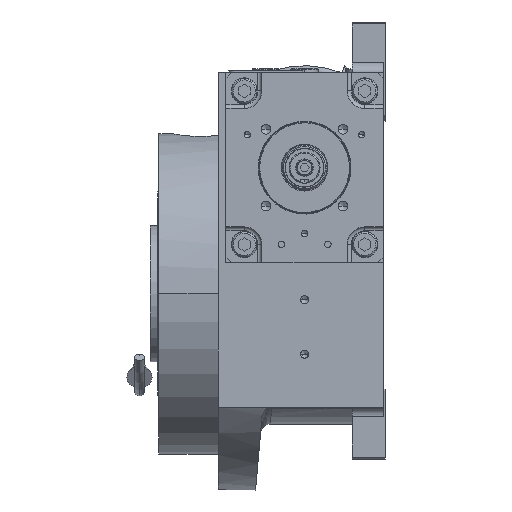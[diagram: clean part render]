
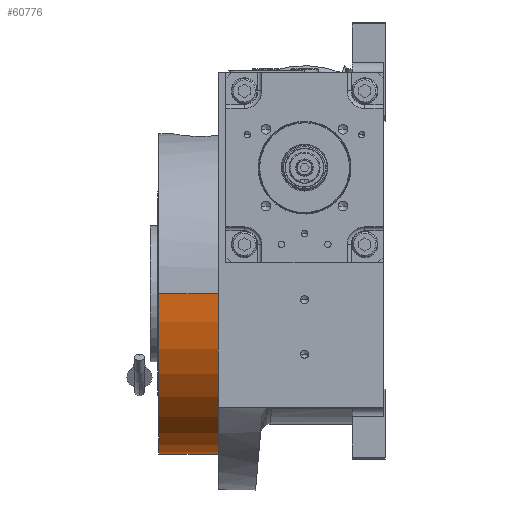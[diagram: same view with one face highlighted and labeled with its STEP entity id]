
A CAD part, left-side view. The second image highlights one B-rep face of the part: STEP entity #60776.
In plain terms, the highlighted cylindrical face has radius 82.5 mm (diameter 165 mm), a partial arc.
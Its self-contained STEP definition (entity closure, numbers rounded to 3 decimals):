
#493 = EDGE_CURVE ( 'NONE', #39178, #33330, #5586, .T. ) ;
#2006 = AXIS2_PLACEMENT_3D ( 'NONE', #30875, #3276, #24093 ) ;
#3276 = DIRECTION ( 'NONE',  ( 0., 0., 1. ) ) ;
#4080 = DIRECTION ( 'NONE',  ( 1., 0., 0. ) ) ;
#4327 = CARTESIAN_POINT ( 'NONE',  ( -82.5, 0., 0. ) ) ;
#4369 = CARTESIAN_POINT ( 'NONE',  ( -82.5, 0., 30.5 ) ) ;
#5586 = LINE ( 'NONE', #32171, #11032 ) ;
#6451 = ORIENTED_EDGE ( 'NONE', *, *, #493, .F. ) ;
#6880 = LINE ( 'NONE', #33143, #38079 ) ;
#7296 = DIRECTION ( 'NONE',  ( 0., 0., 1. ) ) ;
#7369 = ORIENTED_EDGE ( 'NONE', *, *, #22911, .T. ) ;
#9359 = EDGE_CURVE ( 'NONE', #16253, #65304, #6880, .T. ) ;
#11032 = VECTOR ( 'NONE', #26395, 1000. ) ;
#11163 = AXIS2_PLACEMENT_3D ( 'NONE', #29324, #28668, #4080 ) ;
#11722 = CARTESIAN_POINT ( 'NONE',  ( 82.5, 0., 30.5 ) ) ;
#13449 = CIRCLE ( 'NONE', #30867, 82.5 ) ;
#15464 = ORIENTED_EDGE ( 'NONE', *, *, #9359, .T. ) ;
#16253 = VERTEX_POINT ( 'NONE', #4327 ) ;
#18926 = EDGE_LOOP ( 'NONE', ( #15464, #44560, #6451, #7369 ) ) ;
#22911 = EDGE_CURVE ( 'NONE', #39178, #16253, #32487, .T. ) ;
#24093 = DIRECTION ( 'NONE',  ( 1., 0., 0. ) ) ;
#26395 = DIRECTION ( 'NONE',  ( 0., 0., 1. ) ) ;
#27683 = DIRECTION ( 'NONE',  ( 0., 0., 1. ) ) ;
#28668 = DIRECTION ( 'NONE',  ( 0., 0., -1. ) ) ;
#28807 = DIRECTION ( 'NONE',  ( 1., 0., 0. ) ) ;
#29324 = CARTESIAN_POINT ( 'NONE',  ( 0., 0., 0. ) ) ;
#30867 = AXIS2_PLACEMENT_3D ( 'NONE', #64630, #7296, #28807 ) ;
#30875 = CARTESIAN_POINT ( 'NONE',  ( 0., 0., 0. ) ) ;
#32171 = CARTESIAN_POINT ( 'NONE',  ( 82.5, 0., 0. ) ) ;
#32487 = CIRCLE ( 'NONE', #2006, 82.5 ) ;
#33143 = CARTESIAN_POINT ( 'NONE',  ( -82.5, 0., 0. ) ) ;
#33330 = VERTEX_POINT ( 'NONE', #11722 ) ;
#38079 = VECTOR ( 'NONE', #27683, 1000. ) ;
#39178 = VERTEX_POINT ( 'NONE', #39616 ) ;
#39569 = CYLINDRICAL_SURFACE ( 'NONE', #11163, 82.5 ) ;
#39616 = CARTESIAN_POINT ( 'NONE',  ( 82.5, 0., 0. ) ) ;
#44560 = ORIENTED_EDGE ( 'NONE', *, *, #56170, .F. ) ;
#49776 = FACE_OUTER_BOUND ( 'NONE', #18926, .T. ) ;
#56170 = EDGE_CURVE ( 'NONE', #33330, #65304, #13449, .T. ) ;
#60776 = ADVANCED_FACE ( 'NONE', ( #49776 ), #39569, .T. ) ;
#64630 = CARTESIAN_POINT ( 'NONE',  ( 0., 0., 30.5 ) ) ;
#65304 = VERTEX_POINT ( 'NONE', #4369 ) ;
